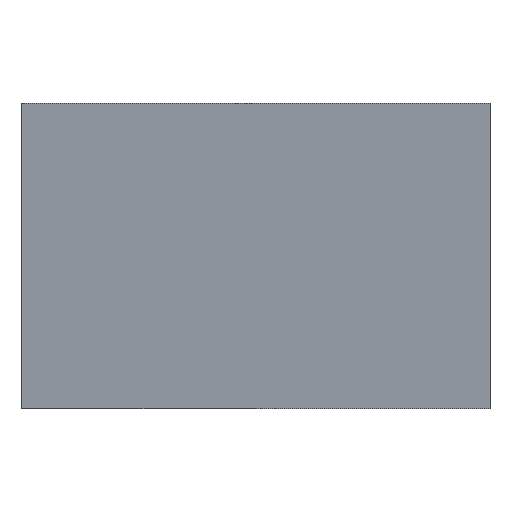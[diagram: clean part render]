
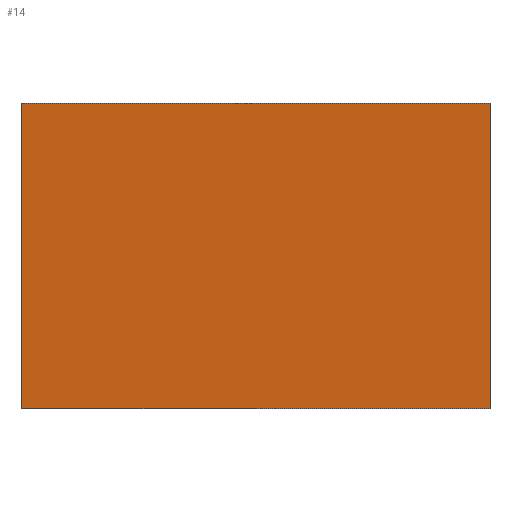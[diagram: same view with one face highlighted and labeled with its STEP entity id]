
A CAD part, left-side view. The second image highlights one B-rep face of the part: STEP entity #14.
In plain terms, the highlighted planar face has unit normal (-0.986, 0.169, 0).
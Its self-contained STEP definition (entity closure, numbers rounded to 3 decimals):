
#14=ADVANCED_FACE('',(#17),#56,.T.);
#17=FACE_OUTER_BOUND('',#20,.T.);
#20=EDGE_LOOP('',(#23,#24,#25,#26));
#23=ORIENTED_EDGE('',*,*,#36,.T.);
#24=ORIENTED_EDGE('',*,*,#34,.T.);
#25=ORIENTED_EDGE('',*,*,#37,.F.);
#26=ORIENTED_EDGE('',*,*,#35,.F.);
#34=EDGE_CURVE('',#50,#51,#42,.T.);
#35=EDGE_CURVE('',#52,#53,#43,.T.);
#36=EDGE_CURVE('',#52,#50,#44,.T.);
#37=EDGE_CURVE('',#53,#51,#45,.T.);
#42=B_SPLINE_CURVE_WITH_KNOTS('',1,(#168,#169),.UNSPECIFIED.,.F.,.F.,(2,
2),(0.,8.2),.UNSPECIFIED.);
#43=B_SPLINE_CURVE_WITH_KNOTS('',1,(#170,#171),.UNSPECIFIED.,.F.,.F.,(2,
2),(0.,8.2),.UNSPECIFIED.);
#44=B_SPLINE_CURVE_WITH_KNOTS('',1,(#172,#173),.UNSPECIFIED.,.F.,.F.,(2,
2),(39.488,52.243),.UNSPECIFIED.);
#45=B_SPLINE_CURVE_WITH_KNOTS('',1,(#174,#175),.UNSPECIFIED.,.F.,.F.,(2,
2),(39.488,52.243),.UNSPECIFIED.);
#50=VERTEX_POINT('',#162);
#51=VERTEX_POINT('',#163);
#52=VERTEX_POINT('',#164);
#53=VERTEX_POINT('',#165);
#56=PLANE('',#147);
#147=AXIS2_PLACEMENT_3D('',#159,#153,$);
#153=DIRECTION('',(-0.986,0.169,0.));
#159=CARTESIAN_POINT('',(-4.549,5.666,0.));
#162=CARTESIAN_POINT('',(-6.7,-6.907,0.));
#163=CARTESIAN_POINT('',(-6.7,-6.907,8.2));
#164=CARTESIAN_POINT('',(-4.549,5.666,0.));
#165=CARTESIAN_POINT('',(-4.549,5.666,8.2));
#168=CARTESIAN_POINT('',(-6.7,-6.907,0.));
#169=CARTESIAN_POINT('',(-6.7,-6.907,8.2));
#170=CARTESIAN_POINT('',(-4.549,5.666,0.));
#171=CARTESIAN_POINT('',(-4.549,5.666,8.2));
#172=CARTESIAN_POINT('',(-4.549,5.666,0.));
#173=CARTESIAN_POINT('',(-6.7,-6.907,0.));
#174=CARTESIAN_POINT('',(-4.549,5.666,8.2));
#175=CARTESIAN_POINT('',(-6.7,-6.907,8.2));
